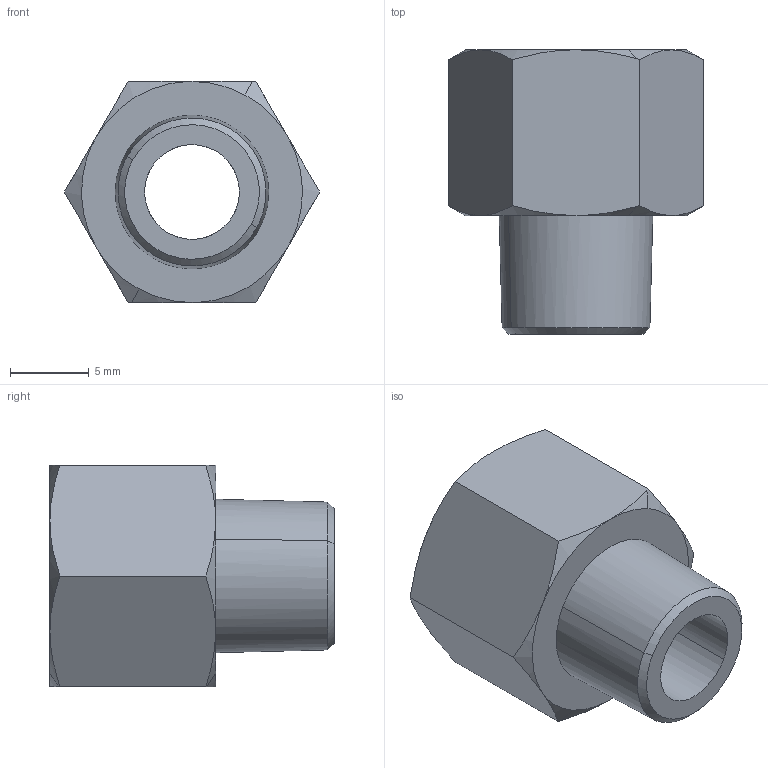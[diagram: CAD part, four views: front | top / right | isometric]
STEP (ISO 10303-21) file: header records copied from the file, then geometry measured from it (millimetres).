
FILE_DESCRIPTION(( 'RA.16N18.18.stp' ), '1');
FILE_NAME( 'RA.16N18.18.stp', '2018-11-09T15:46:18',( 'Sopra'),('sopra-pneumatic.com'), 'SwSTEP 2.0','SolidWorks 2009','' );
FILE_SCHEMA (('CONFIG_CONTROL_DESIGN'));
Length unit declared in the file: millimetre
Products named in the file (1): Document
Bounding box: 16.17 x 18 x 14 mm (x, y, z)
Surface area: 1472.3 mm2 (no closed solid volume)
Topology: 0 solids, 35 shells, 35 faces, 160 edges, 160 vertices
Faces by surface type: bspline 26, plane 9
Entity records: 2165 total; most frequent: CARTESIAN_POINT 1291, ORIENTED_EDGE 160, EDGE_CURVE 160, VERTEX_POINT 160, B_SPLINE_CURVE_WITH_KNOTS 96, EDGE_LOOP 38, SHELL_BASED_SURFACE_MODEL 35, OPEN_SHELL 35
